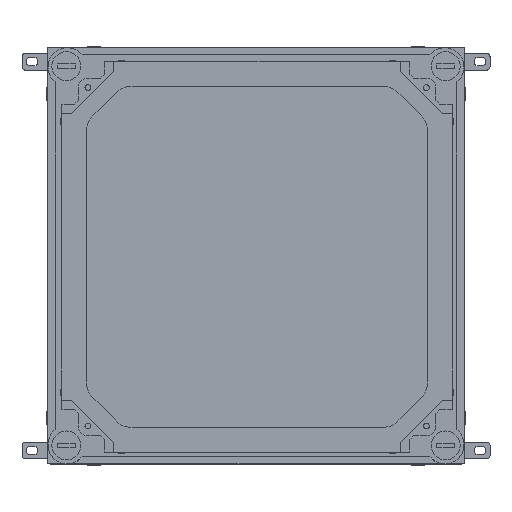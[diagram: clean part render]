
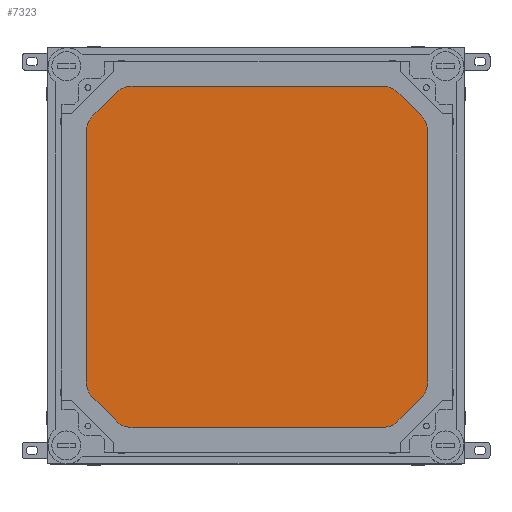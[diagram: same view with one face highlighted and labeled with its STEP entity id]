
A CAD part, top view. The second image highlights one B-rep face of the part: STEP entity #7323.
In plain terms, the highlighted planar face has unit normal (0, 0, 1).
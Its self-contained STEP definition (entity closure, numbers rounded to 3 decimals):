
#7323 = ADVANCED_FACE( '', ( #15950 ), #15951, .T. );
#15950 = FACE_OUTER_BOUND( '', #27032, .T. );
#15951 = PLANE( '', #27033 );
#27032 = EDGE_LOOP( '', ( #49623, #49624, #49625, #49626, #49627, #49628, #49629, #49630, #49631, #49632, #49633, #49634, #49635, #49636, #49637, #49638 ) );
#27033 = AXIS2_PLACEMENT_3D( '', #49639, #49640, #49641 );
#49623 = ORIENTED_EDGE( '', *, *, #62906, .T. );
#49624 = ORIENTED_EDGE( '', *, *, #66945, .T. );
#49625 = ORIENTED_EDGE( '', *, *, #65834, .T. );
#49626 = ORIENTED_EDGE( '', *, *, #66946, .T. );
#49627 = ORIENTED_EDGE( '', *, *, #64414, .T. );
#49628 = ORIENTED_EDGE( '', *, *, #60694, .T. );
#49629 = ORIENTED_EDGE( '', *, *, #66947, .T. );
#49630 = ORIENTED_EDGE( '', *, *, #59413, .T. );
#49631 = ORIENTED_EDGE( '', *, *, #65112, .T. );
#49632 = ORIENTED_EDGE( '', *, *, #66948, .T. );
#49633 = ORIENTED_EDGE( '', *, *, #65223, .T. );
#49634 = ORIENTED_EDGE( '', *, *, #63700, .T. );
#49635 = ORIENTED_EDGE( '', *, *, #66949, .T. );
#49636 = ORIENTED_EDGE( '', *, *, #63794, .T. );
#49637 = ORIENTED_EDGE( '', *, *, #64364, .T. );
#49638 = ORIENTED_EDGE( '', *, *, #58020, .T. );
#49639 = CARTESIAN_POINT( '', ( 52.51, 297.631, 16. ) );
#49640 = DIRECTION( '', ( 0., 0., 1. ) );
#49641 = DIRECTION( '', ( 1., 0., 0. ) );
#58020 = EDGE_CURVE( '', #68747, #68745, #68748, .T. );
#59413 = EDGE_CURVE( '', #71220, #71218, #71221, .T. );
#60694 = EDGE_CURVE( '', #73392, #73390, #73393, .T. );
#62906 = EDGE_CURVE( '', #68745, #76955, #76957, .T. );
#63700 = EDGE_CURVE( '', #78222, #78220, #78223, .T. );
#63794 = EDGE_CURVE( '', #78364, #78362, #78365, .T. );
#64364 = EDGE_CURVE( '', #78362, #68747, #79161, .T. );
#64414 = EDGE_CURVE( '', #79234, #73392, #79235, .T. );
#65112 = EDGE_CURVE( '', #71218, #80219, #80221, .T. );
#65223 = EDGE_CURVE( '', #80366, #78222, #80367, .T. );
#65834 = EDGE_CURVE( '', #81174, #81172, #81175, .T. );
#66945 = EDGE_CURVE( '', #76955, #81174, #82584, .T. );
#66946 = EDGE_CURVE( '', #81172, #79234, #82585, .T. );
#66947 = EDGE_CURVE( '', #73390, #71220, #82586, .T. );
#66948 = EDGE_CURVE( '', #80219, #80366, #82587, .T. );
#66949 = EDGE_CURVE( '', #78220, #78364, #82588, .T. );
#68745 = VERTEX_POINT( '', #84577 );
#68747 = VERTEX_POINT( '', #84580 );
#68748 = LINE( '', #84581, #84582 );
#71218 = VERTEX_POINT( '', #87950 );
#71220 = VERTEX_POINT( '', #87953 );
#71221 = LINE( '', #87954, #87955 );
#73390 = VERTEX_POINT( '', #90942 );
#73392 = VERTEX_POINT( '', #90945 );
#73393 = LINE( '', #90946, #90947 );
#76955 = VERTEX_POINT( '', #95866 );
#76957 = CIRCLE( '', #95869, 20. );
#78220 = VERTEX_POINT( '', #97572 );
#78222 = VERTEX_POINT( '', #97575 );
#78223 = LINE( '', #97576, #97577 );
#78362 = VERTEX_POINT( '', #97777 );
#78364 = VERTEX_POINT( '', #97780 );
#78365 = LINE( '', #97781, #97782 );
#79161 = CIRCLE( '', #98915, 20. );
#79234 = VERTEX_POINT( '', #99023 );
#79235 = CIRCLE( '', #99024, 20. );
#80219 = VERTEX_POINT( '', #100425 );
#80221 = CIRCLE( '', #100428, 20. );
#80366 = VERTEX_POINT( '', #100632 );
#80367 = CIRCLE( '', #100633, 20. );
#81172 = VERTEX_POINT( '', #101775 );
#81174 = VERTEX_POINT( '', #101778 );
#81175 = CIRCLE( '', #101779, 20. );
#82584 = LINE( '', #103748, #103749 );
#82585 = LINE( '', #103750, #103751 );
#82586 = CIRCLE( '', #103752, 20. );
#82587 = LINE( '', #103753, #103754 );
#82588 = CIRCLE( '', #103755, 20. );
#84577 = CARTESIAN_POINT( '', ( 38.368, 311.773, 16. ) );
#84580 = CARTESIAN_POINT( '', ( 59.242, 332.647, 16. ) );
#84581 = CARTESIAN_POINT( '', ( 59.242, 332.647, 16. ) );
#84582 = VECTOR( '', #106195, 1000. );
#87950 = CARTESIAN_POINT( '', ( 332.652, 59.237, 16. ) );
#87953 = CARTESIAN_POINT( '', ( 311.778, 38.363, 16. ) );
#87954 = CARTESIAN_POINT( '', ( 311.778, 38.363, 16. ) );
#87955 = VECTOR( '', #107803, 1000. );
#90942 = CARTESIAN_POINT( '', ( 297.636, 32.505, 16. ) );
#90945 = CARTESIAN_POINT( '', ( 73.384, 32.505, 16. ) );
#90946 = CARTESIAN_POINT( '', ( 73.384, 32.505, 16. ) );
#90947 = VECTOR( '', #109235, 1000. );
#95866 = CARTESIAN_POINT( '', ( 32.51, 297.631, 16. ) );
#95869 = AXIS2_PLACEMENT_3D( '', #111713, #111714, #111715 );
#97572 = CARTESIAN_POINT( '', ( 311.778, 332.647, 16. ) );
#97575 = CARTESIAN_POINT( '', ( 332.652, 311.773, 16. ) );
#97576 = CARTESIAN_POINT( '', ( 332.652, 311.773, 16. ) );
#97577 = VECTOR( '', #112964, 1000. );
#97777 = CARTESIAN_POINT( '', ( 73.384, 338.505, 16. ) );
#97780 = CARTESIAN_POINT( '', ( 297.636, 338.505, 16. ) );
#97781 = CARTESIAN_POINT( '', ( 297.636, 338.505, 16. ) );
#97782 = VECTOR( '', #113051, 1000. );
#98915 = AXIS2_PLACEMENT_3D( '', #113620, #113621, #113622 );
#99023 = CARTESIAN_POINT( '', ( 59.242, 38.363, 16. ) );
#99024 = AXIS2_PLACEMENT_3D( '', #113670, #113671, #113672 );
#100425 = CARTESIAN_POINT( '', ( 338.51, 73.379, 16. ) );
#100428 = AXIS2_PLACEMENT_3D( '', #114352, #114353, #114354 );
#100632 = CARTESIAN_POINT( '', ( 338.51, 297.631, 16. ) );
#100633 = AXIS2_PLACEMENT_3D( '', #114456, #114457, #114458 );
#101775 = CARTESIAN_POINT( '', ( 38.368, 59.237, 16. ) );
#101778 = CARTESIAN_POINT( '', ( 32.51, 73.379, 16. ) );
#101779 = AXIS2_PLACEMENT_3D( '', #115034, #115035, #115036 );
#103748 = CARTESIAN_POINT( '', ( 32.51, 297.631, 16. ) );
#103749 = VECTOR( '', #116005, 1000. );
#103750 = CARTESIAN_POINT( '', ( 38.368, 59.237, 16. ) );
#103751 = VECTOR( '', #116006, 1000. );
#103752 = AXIS2_PLACEMENT_3D( '', #116007, #116008, #116009 );
#103753 = CARTESIAN_POINT( '', ( 338.51, 73.379, 16. ) );
#103754 = VECTOR( '', #116010, 1000. );
#103755 = AXIS2_PLACEMENT_3D( '', #116011, #116012, #116013 );
#106195 = DIRECTION( '', ( -0.707, -0.707, 0. ) );
#107803 = DIRECTION( '', ( 0.707, 0.707, 0. ) );
#109235 = DIRECTION( '', ( 1., 0., 0. ) );
#111713 = CARTESIAN_POINT( '', ( 52.51, 297.631, 16. ) );
#111714 = DIRECTION( '', ( 0., 0., 1. ) );
#111715 = DIRECTION( '', ( 1., 0., 0. ) );
#112964 = DIRECTION( '', ( -0.707, 0.707, 0. ) );
#113051 = DIRECTION( '', ( -1., 0., 0. ) );
#113620 = CARTESIAN_POINT( '', ( 73.384, 318.505, 16. ) );
#113621 = DIRECTION( '', ( 0., 0., 1. ) );
#113622 = DIRECTION( '', ( 1., 0., 0. ) );
#113670 = CARTESIAN_POINT( '', ( 73.384, 52.505, 16. ) );
#113671 = DIRECTION( '', ( 0., 0., 1. ) );
#113672 = DIRECTION( '', ( 1., 0., 0. ) );
#114352 = CARTESIAN_POINT( '', ( 318.51, 73.379, 16. ) );
#114353 = DIRECTION( '', ( 0., 0., 1. ) );
#114354 = DIRECTION( '', ( 1., 0., 0. ) );
#114456 = CARTESIAN_POINT( '', ( 318.51, 297.631, 16. ) );
#114457 = DIRECTION( '', ( 0., 0., 1. ) );
#114458 = DIRECTION( '', ( 1., 0., 0. ) );
#115034 = CARTESIAN_POINT( '', ( 52.51, 73.379, 16. ) );
#115035 = DIRECTION( '', ( 0., 0., 1. ) );
#115036 = DIRECTION( '', ( 1., 0., 0. ) );
#116005 = DIRECTION( '', ( 0., -1., 0. ) );
#116006 = DIRECTION( '', ( 0.707, -0.707, 0. ) );
#116007 = CARTESIAN_POINT( '', ( 297.636, 52.505, 16. ) );
#116008 = DIRECTION( '', ( 0., 0., 1. ) );
#116009 = DIRECTION( '', ( 1., 0., 0. ) );
#116010 = DIRECTION( '', ( 0., 1., 0. ) );
#116011 = CARTESIAN_POINT( '', ( 297.636, 318.505, 16. ) );
#116012 = DIRECTION( '', ( 0., 0., 1. ) );
#116013 = DIRECTION( '', ( 1., 0., 0. ) );
